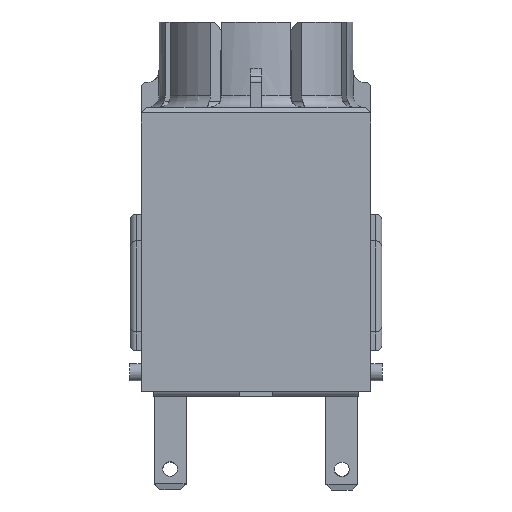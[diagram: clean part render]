
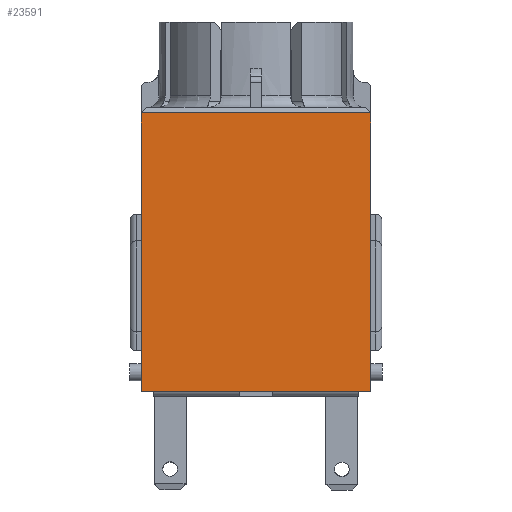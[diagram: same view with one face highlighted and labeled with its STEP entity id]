
A CAD part, front view. The second image highlights one B-rep face of the part: STEP entity #23591.
In plain terms, the highlighted planar face has unit normal (0, -1, 0).
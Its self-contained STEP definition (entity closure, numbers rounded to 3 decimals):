
#712=FACE_OUTER_BOUND('',#1977,.T.);
#1977=EDGE_LOOP('',(#16963,#16964,#16965,#16966,#16967,#16968));
#3636=LINE('',#34396,#6785);
#3637=LINE('',#34401,#6786);
#3658=LINE('',#34445,#6807);
#3754=LINE('',#34697,#6903);
#3755=LINE('',#34699,#6904);
#3779=LINE('',#34828,#6928);
#6785=VECTOR('',#27256,10.);
#6786=VECTOR('',#27261,10.);
#6807=VECTOR('',#27290,10.);
#6903=VECTOR('',#27560,10.);
#6904=VECTOR('',#27561,10.);
#6928=VECTOR('',#27653,10.);
#9932=VERTEX_POINT('',#34393);
#9933=VERTEX_POINT('',#34395);
#9935=VERTEX_POINT('',#34400);
#9954=VERTEX_POINT('',#34444);
#10019=VERTEX_POINT('',#34683);
#10024=VERTEX_POINT('',#34698);
#12463=EDGE_CURVE('',#9933,#9932,#3636,.T.);
#12466=EDGE_CURVE('',#9935,#9933,#3637,.T.);
#12489=EDGE_CURVE('',#9954,#9935,#3658,.T.);
#12615=EDGE_CURVE('',#10019,#9954,#3754,.T.);
#12616=EDGE_CURVE('',#10024,#10019,#3755,.T.);
#12654=EDGE_CURVE('',#10024,#9932,#3779,.T.);
#16963=ORIENTED_EDGE('',*,*,#12654,.F.);
#16964=ORIENTED_EDGE('',*,*,#12616,.T.);
#16965=ORIENTED_EDGE('',*,*,#12615,.T.);
#16966=ORIENTED_EDGE('',*,*,#12489,.T.);
#16967=ORIENTED_EDGE('',*,*,#12466,.T.);
#16968=ORIENTED_EDGE('',*,*,#12463,.T.);
#22396=PLANE('',#25026);
#23591=ADVANCED_FACE('',(#712),#22396,.T.);
#25026=AXIS2_PLACEMENT_3D('',#34829,#27654,#27655);
#27256=DIRECTION('',(0.,0.,1.));
#27261=DIRECTION('',(0.,0.,1.));
#27290=DIRECTION('',(1.,0.,0.));
#27560=DIRECTION('',(0.,0.,-1.));
#27561=DIRECTION('',(0.,0.,-1.));
#27653=DIRECTION('',(1.,0.,0.));
#27654=DIRECTION('center_axis',(0.,-1.,0.));
#27655=DIRECTION('ref_axis',(0.,0.,-1.));
#34393=CARTESIAN_POINT('',(10.1,-11.1,24.9));
#34395=CARTESIAN_POINT('',(10.1,-11.1,2.09));
#34396=CARTESIAN_POINT('',(10.1,-11.1,23.9));
#34400=CARTESIAN_POINT('',(10.1,-11.1,0.4));
#34401=CARTESIAN_POINT('',(10.1,-11.1,23.9));
#34444=CARTESIAN_POINT('',(-10.1,-11.1,0.4));
#34445=CARTESIAN_POINT('',(-10.1,-11.1,0.4));
#34683=CARTESIAN_POINT('',(-10.1,-11.1,2.09));
#34697=CARTESIAN_POINT('',(-10.1,-11.1,23.9));
#34698=CARTESIAN_POINT('',(-10.1,-11.1,24.9));
#34699=CARTESIAN_POINT('',(-10.1,-11.1,23.9));
#34828=CARTESIAN_POINT('',(-5.05,-11.1,24.9));
#34829=CARTESIAN_POINT('Origin',(-10.1,-11.1,23.9));
